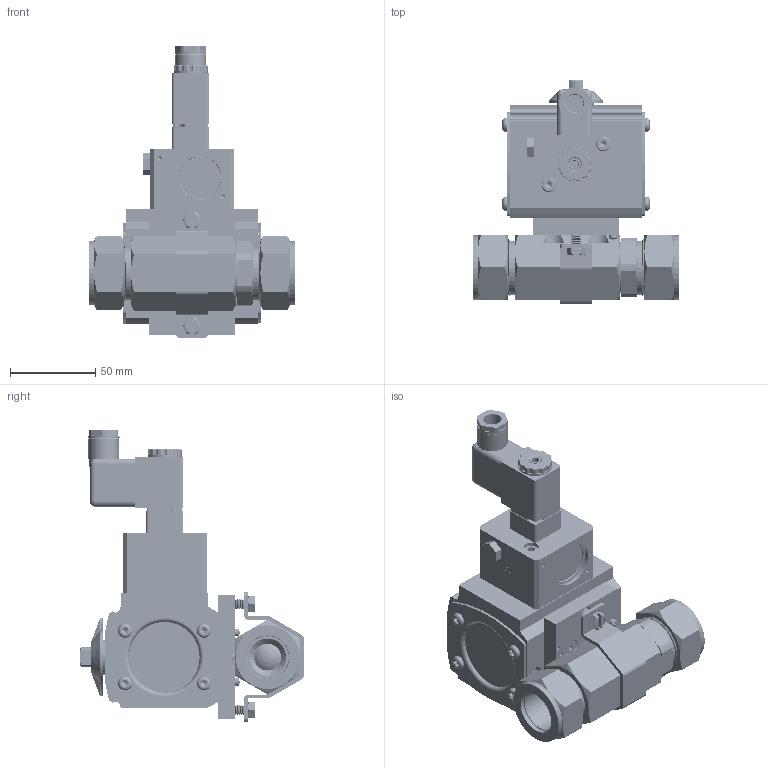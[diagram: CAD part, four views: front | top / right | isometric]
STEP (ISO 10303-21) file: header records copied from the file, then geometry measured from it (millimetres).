
FILE_DESCRIPTION (( 'STEP AP203' ), '1' );
FILE_NAME ('8206XXC16A512D4GPDS.step', '2018-08-30T17:45:42', ( '' ), ( '' ), 'SwSTEP 2.0', 'SolidWorks 2018', '' );
FILE_SCHEMA (( 'CONFIG_CONTROL_DESIGN' ));
Products named in the file (1): 8206XXC16A512D4GPDS
Bounding box: 121.45 x 131.43 x 171.48 mm (x, y, z)
Volume: 461757.1 mm3; surface area: 183266.1 mm2
Topology: 56 solids, 56 shells, 3985 faces, 10248 edges, 6324 vertices
Faces by surface type: cylinder 1732, cone 1155, plane 733, bspline 178, torus 177, sphere 10
Entity records: 187224 total; most frequent: CARTESIAN_POINT 94500, ORIENTED_EDGE 20120, DIRECTION 19322, EDGE_CURVE 10060, AXIS2_PLACEMENT_3D 7726, VERTEX_POINT 6320, EDGE_LOOP 4254, ADVANCED_FACE 3985
